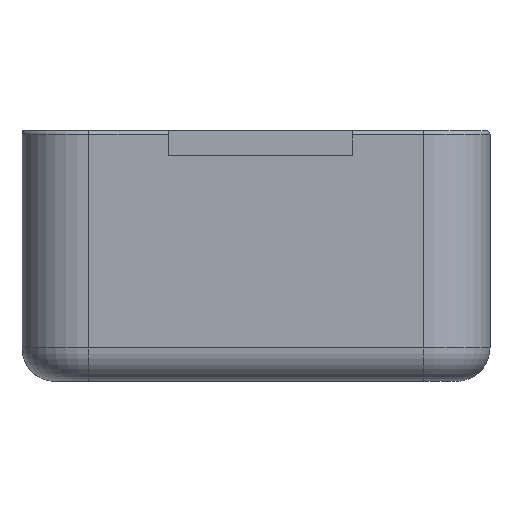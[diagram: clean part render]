
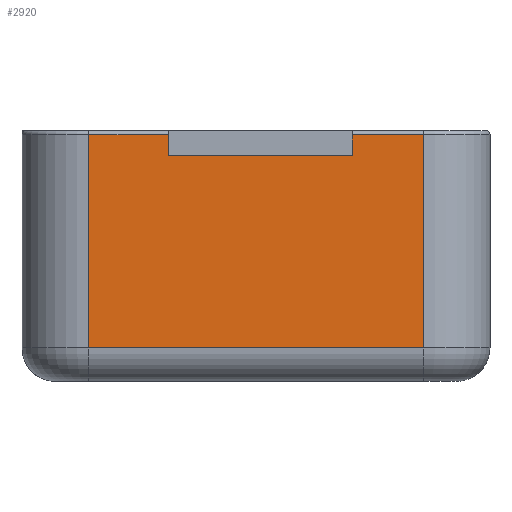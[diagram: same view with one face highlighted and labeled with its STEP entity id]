
A CAD part, front view. The second image highlights one B-rep face of the part: STEP entity #2920.
In plain terms, the highlighted planar face has unit normal (0, -1, 0).
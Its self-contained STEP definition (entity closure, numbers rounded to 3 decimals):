
#397 = CYLINDRICAL_SURFACE('',#398,0.5);
#398 = AXIS2_PLACEMENT_3D('',#399,#400,#401);
#399 = CARTESIAN_POINT('',(7.5,-56.5,29.5));
#400 = DIRECTION('',(1.,0.,0.));
#401 = DIRECTION('',(0.,-1.,0.));
#425 = PLANE('',#426);
#426 = AXIS2_PLACEMENT_3D('',#427,#428,#429);
#427 = CARTESIAN_POINT('',(7.5,-55.5,30.));
#428 = DIRECTION('',(-1.,0.,0.));
#429 = DIRECTION('',(0.,-1.,0.));
#837 = PLANE('',#838);
#838 = AXIS2_PLACEMENT_3D('',#839,#840,#841);
#839 = CARTESIAN_POINT('',(-14.5,-55.5,30.));
#840 = DIRECTION('',(-1.,0.,0.));
#841 = DIRECTION('',(0.,-1.,0.));
#865 = CYLINDRICAL_SURFACE('',#866,0.5);
#866 = AXIS2_PLACEMENT_3D('',#867,#868,#869);
#867 = CARTESIAN_POINT('',(-24.,-56.5,29.5));
#868 = DIRECTION('',(1.,0.,0.));
#869 = DIRECTION('',(0.,0.,1.));
#1112 = VERTEX_POINT('',#1113);
#1113 = CARTESIAN_POINT('',(-24.,-57.,29.5));
#1150 = CYLINDRICAL_SURFACE('',#1151,8.);
#1151 = AXIS2_PLACEMENT_3D('',#1152,#1153,#1154);
#1152 = CARTESIAN_POINT('',(-24.,-49.,0.));
#1153 = DIRECTION('',(0.,0.,1.));
#1154 = DIRECTION('',(0.,-1.,0.));
#1258 = EDGE_CURVE('',#1112,#1259,#1261,.T.);
#1259 = VERTEX_POINT('',#1260);
#1260 = CARTESIAN_POINT('',(-14.5,-57.,29.5));
#1261 = SURFACE_CURVE('',#1262,(#1266,#1273),.PCURVE_S1.);
#1262 = LINE('',#1263,#1264);
#1263 = CARTESIAN_POINT('',(-24.,-57.,29.5));
#1264 = VECTOR('',#1265,1.);
#1265 = DIRECTION('',(1.,0.,0.));
#1266 = PCURVE('',#865,#1267);
#1267 = DEFINITIONAL_REPRESENTATION('',(#1268),#1272);
#1268 = LINE('',#1269,#1270);
#1269 = CARTESIAN_POINT('',(1.571,0.));
#1270 = VECTOR('',#1271,1.);
#1271 = DIRECTION('',(0.,1.));
#1272 = ( GEOMETRIC_REPRESENTATION_CONTEXT(2) 
PARAMETRIC_REPRESENTATION_CONTEXT() REPRESENTATION_CONTEXT('2D SPACE',''
  ) );
#1273 = PCURVE('',#1274,#1279);
#1274 = PLANE('',#1275);
#1275 = AXIS2_PLACEMENT_3D('',#1276,#1277,#1278);
#1276 = CARTESIAN_POINT('',(24.,-57.,0.));
#1277 = DIRECTION('',(0.,-1.,0.));
#1278 = DIRECTION('',(-1.,0.,0.));
#1279 = DEFINITIONAL_REPRESENTATION('',(#1280),#1284);
#1280 = LINE('',#1281,#1282);
#1281 = CARTESIAN_POINT('',(48.,-29.5));
#1282 = VECTOR('',#1283,1.);
#1283 = DIRECTION('',(-1.,-0.));
#1284 = ( GEOMETRIC_REPRESENTATION_CONTEXT(2) 
PARAMETRIC_REPRESENTATION_CONTEXT() REPRESENTATION_CONTEXT('2D SPACE',''
  ) );
#1419 = VERTEX_POINT('',#1420);
#1420 = CARTESIAN_POINT('',(-14.5,-57.,27.));
#1434 = PLANE('',#1435);
#1435 = AXIS2_PLACEMENT_3D('',#1436,#1437,#1438);
#1436 = CARTESIAN_POINT('',(-3.095,-1.414,27.));
#1437 = DIRECTION('',(0.,0.,-1.));
#1438 = DIRECTION('',(-1.,0.,0.));
#1446 = EDGE_CURVE('',#1259,#1419,#1447,.T.);
#1447 = SURFACE_CURVE('',#1448,(#1452,#1459),.PCURVE_S1.);
#1448 = LINE('',#1449,#1450);
#1449 = CARTESIAN_POINT('',(-14.5,-57.,15.));
#1450 = VECTOR('',#1451,1.);
#1451 = DIRECTION('',(-0.,-0.,-1.));
#1452 = PCURVE('',#837,#1453);
#1453 = DEFINITIONAL_REPRESENTATION('',(#1454),#1458);
#1454 = LINE('',#1455,#1456);
#1455 = CARTESIAN_POINT('',(1.5,-15.));
#1456 = VECTOR('',#1457,1.);
#1457 = DIRECTION('',(0.,-1.));
#1458 = ( GEOMETRIC_REPRESENTATION_CONTEXT(2) 
PARAMETRIC_REPRESENTATION_CONTEXT() REPRESENTATION_CONTEXT('2D SPACE',''
  ) );
#1459 = PCURVE('',#1274,#1460);
#1460 = DEFINITIONAL_REPRESENTATION('',(#1461),#1465);
#1461 = LINE('',#1462,#1463);
#1462 = CARTESIAN_POINT('',(38.5,-15.));
#1463 = VECTOR('',#1464,1.);
#1464 = DIRECTION('',(0.,1.));
#1465 = ( GEOMETRIC_REPRESENTATION_CONTEXT(2) 
PARAMETRIC_REPRESENTATION_CONTEXT() REPRESENTATION_CONTEXT('2D SPACE',''
  ) );
#2153 = VERTEX_POINT('',#2154);
#2154 = CARTESIAN_POINT('',(16.,-57.,29.5));
#2191 = CYLINDRICAL_SURFACE('',#2192,8.);
#2192 = AXIS2_PLACEMENT_3D('',#2193,#2194,#2195);
#2193 = CARTESIAN_POINT('',(16.,-49.,0.));
#2194 = DIRECTION('',(0.,0.,1.));
#2195 = DIRECTION('',(0.,-1.,0.));
#2258 = VERTEX_POINT('',#2259);
#2259 = CARTESIAN_POINT('',(7.5,-57.,29.5));
#2283 = EDGE_CURVE('',#2258,#2153,#2284,.T.);
#2284 = SURFACE_CURVE('',#2285,(#2289,#2296),.PCURVE_S1.);
#2285 = LINE('',#2286,#2287);
#2286 = CARTESIAN_POINT('',(7.5,-57.,29.5));
#2287 = VECTOR('',#2288,1.);
#2288 = DIRECTION('',(1.,0.,0.));
#2289 = PCURVE('',#397,#2290);
#2290 = DEFINITIONAL_REPRESENTATION('',(#2291),#2295);
#2291 = LINE('',#2292,#2293);
#2292 = CARTESIAN_POINT('',(-0.,0.));
#2293 = VECTOR('',#2294,1.);
#2294 = DIRECTION('',(-0.,1.));
#2295 = ( GEOMETRIC_REPRESENTATION_CONTEXT(2) 
PARAMETRIC_REPRESENTATION_CONTEXT() REPRESENTATION_CONTEXT('2D SPACE',''
  ) );
#2296 = PCURVE('',#1274,#2297);
#2297 = DEFINITIONAL_REPRESENTATION('',(#2298),#2302);
#2298 = LINE('',#2299,#2300);
#2299 = CARTESIAN_POINT('',(16.5,-29.5));
#2300 = VECTOR('',#2301,1.);
#2301 = DIRECTION('',(-1.,-0.));
#2302 = ( GEOMETRIC_REPRESENTATION_CONTEXT(2) 
PARAMETRIC_REPRESENTATION_CONTEXT() REPRESENTATION_CONTEXT('2D SPACE',''
  ) );
#2386 = VERTEX_POINT('',#2387);
#2387 = CARTESIAN_POINT('',(7.5,-57.,27.));
#2408 = EDGE_CURVE('',#2258,#2386,#2409,.T.);
#2409 = SURFACE_CURVE('',#2410,(#2414,#2421),.PCURVE_S1.);
#2410 = LINE('',#2411,#2412);
#2411 = CARTESIAN_POINT('',(7.5,-57.,15.));
#2412 = VECTOR('',#2413,1.);
#2413 = DIRECTION('',(-0.,-0.,-1.));
#2414 = PCURVE('',#425,#2415);
#2415 = DEFINITIONAL_REPRESENTATION('',(#2416),#2420);
#2416 = LINE('',#2417,#2418);
#2417 = CARTESIAN_POINT('',(1.5,-15.));
#2418 = VECTOR('',#2419,1.);
#2419 = DIRECTION('',(0.,-1.));
#2420 = ( GEOMETRIC_REPRESENTATION_CONTEXT(2) 
PARAMETRIC_REPRESENTATION_CONTEXT() REPRESENTATION_CONTEXT('2D SPACE',''
  ) );
#2421 = PCURVE('',#1274,#2422);
#2422 = DEFINITIONAL_REPRESENTATION('',(#2423),#2427);
#2423 = LINE('',#2424,#2425);
#2424 = CARTESIAN_POINT('',(16.5,-15.));
#2425 = VECTOR('',#2426,1.);
#2426 = DIRECTION('',(0.,1.));
#2427 = ( GEOMETRIC_REPRESENTATION_CONTEXT(2) 
PARAMETRIC_REPRESENTATION_CONTEXT() REPRESENTATION_CONTEXT('2D SPACE',''
  ) );
#2869 = EDGE_CURVE('',#2870,#1112,#2872,.T.);
#2870 = VERTEX_POINT('',#2871);
#2871 = CARTESIAN_POINT('',(-24.,-57.,4.));
#2872 = SURFACE_CURVE('',#2873,(#2877,#2884),.PCURVE_S1.);
#2873 = LINE('',#2874,#2875);
#2874 = CARTESIAN_POINT('',(-24.,-57.,0.));
#2875 = VECTOR('',#2876,1.);
#2876 = DIRECTION('',(0.,0.,1.));
#2877 = PCURVE('',#1150,#2878);
#2878 = DEFINITIONAL_REPRESENTATION('',(#2879),#2883);
#2879 = LINE('',#2880,#2881);
#2880 = CARTESIAN_POINT('',(-0.,0.));
#2881 = VECTOR('',#2882,1.);
#2882 = DIRECTION('',(-0.,1.));
#2883 = ( GEOMETRIC_REPRESENTATION_CONTEXT(2) 
PARAMETRIC_REPRESENTATION_CONTEXT() REPRESENTATION_CONTEXT('2D SPACE',''
  ) );
#2884 = PCURVE('',#1274,#2885);
#2885 = DEFINITIONAL_REPRESENTATION('',(#2886),#2890);
#2886 = LINE('',#2887,#2888);
#2887 = CARTESIAN_POINT('',(48.,0.));
#2888 = VECTOR('',#2889,1.);
#2889 = DIRECTION('',(0.,-1.));
#2890 = ( GEOMETRIC_REPRESENTATION_CONTEXT(2) 
PARAMETRIC_REPRESENTATION_CONTEXT() REPRESENTATION_CONTEXT('2D SPACE',''
  ) );
#2920 = ADVANCED_FACE('',(#2921),#1274,.T.);
#2921 = FACE_BOUND('',#2922,.T.);
#2922 = EDGE_LOOP('',(#2923,#2924,#2952,#2973,#2974,#2975,#2996,#2997));
#2923 = ORIENTED_EDGE('',*,*,#2869,.F.);
#2924 = ORIENTED_EDGE('',*,*,#2925,.F.);
#2925 = EDGE_CURVE('',#2926,#2870,#2928,.T.);
#2926 = VERTEX_POINT('',#2927);
#2927 = CARTESIAN_POINT('',(16.,-57.,4.));
#2928 = SURFACE_CURVE('',#2929,(#2933,#2940),.PCURVE_S1.);
#2929 = LINE('',#2930,#2931);
#2930 = CARTESIAN_POINT('',(16.,-57.,4.));
#2931 = VECTOR('',#2932,1.);
#2932 = DIRECTION('',(-1.,0.,0.));
#2933 = PCURVE('',#1274,#2934);
#2934 = DEFINITIONAL_REPRESENTATION('',(#2935),#2939);
#2935 = LINE('',#2936,#2937);
#2936 = CARTESIAN_POINT('',(8.,-4.));
#2937 = VECTOR('',#2938,1.);
#2938 = DIRECTION('',(1.,0.));
#2939 = ( GEOMETRIC_REPRESENTATION_CONTEXT(2) 
PARAMETRIC_REPRESENTATION_CONTEXT() REPRESENTATION_CONTEXT('2D SPACE',''
  ) );
#2940 = PCURVE('',#2941,#2946);
#2941 = CYLINDRICAL_SURFACE('',#2942,4.);
#2942 = AXIS2_PLACEMENT_3D('',#2943,#2944,#2945);
#2943 = CARTESIAN_POINT('',(16.,-53.,4.));
#2944 = DIRECTION('',(-1.,0.,0.));
#2945 = DIRECTION('',(0.,0.,-1.));
#2946 = DEFINITIONAL_REPRESENTATION('',(#2947),#2951);
#2947 = LINE('',#2948,#2949);
#2948 = CARTESIAN_POINT('',(1.571,0.));
#2949 = VECTOR('',#2950,1.);
#2950 = DIRECTION('',(0.,1.));
#2951 = ( GEOMETRIC_REPRESENTATION_CONTEXT(2) 
PARAMETRIC_REPRESENTATION_CONTEXT() REPRESENTATION_CONTEXT('2D SPACE',''
  ) );
#2952 = ORIENTED_EDGE('',*,*,#2953,.T.);
#2953 = EDGE_CURVE('',#2926,#2153,#2954,.T.);
#2954 = SURFACE_CURVE('',#2955,(#2959,#2966),.PCURVE_S1.);
#2955 = LINE('',#2956,#2957);
#2956 = CARTESIAN_POINT('',(16.,-57.,0.));
#2957 = VECTOR('',#2958,1.);
#2958 = DIRECTION('',(0.,0.,1.));
#2959 = PCURVE('',#1274,#2960);
#2960 = DEFINITIONAL_REPRESENTATION('',(#2961),#2965);
#2961 = LINE('',#2962,#2963);
#2962 = CARTESIAN_POINT('',(8.,0.));
#2963 = VECTOR('',#2964,1.);
#2964 = DIRECTION('',(0.,-1.));
#2965 = ( GEOMETRIC_REPRESENTATION_CONTEXT(2) 
PARAMETRIC_REPRESENTATION_CONTEXT() REPRESENTATION_CONTEXT('2D SPACE',''
  ) );
#2966 = PCURVE('',#2191,#2967);
#2967 = DEFINITIONAL_REPRESENTATION('',(#2968),#2972);
#2968 = LINE('',#2969,#2970);
#2969 = CARTESIAN_POINT('',(0.,0.));
#2970 = VECTOR('',#2971,1.);
#2971 = DIRECTION('',(0.,1.));
#2972 = ( GEOMETRIC_REPRESENTATION_CONTEXT(2) 
PARAMETRIC_REPRESENTATION_CONTEXT() REPRESENTATION_CONTEXT('2D SPACE',''
  ) );
#2973 = ORIENTED_EDGE('',*,*,#2283,.F.);
#2974 = ORIENTED_EDGE('',*,*,#2408,.T.);
#2975 = ORIENTED_EDGE('',*,*,#2976,.F.);
#2976 = EDGE_CURVE('',#1419,#2386,#2977,.T.);
#2977 = SURFACE_CURVE('',#2978,(#2982,#2989),.PCURVE_S1.);
#2978 = LINE('',#2979,#2980);
#2979 = CARTESIAN_POINT('',(10.452,-57.,27.));
#2980 = VECTOR('',#2981,1.);
#2981 = DIRECTION('',(1.,0.,0.));
#2982 = PCURVE('',#1274,#2983);
#2983 = DEFINITIONAL_REPRESENTATION('',(#2984),#2988);
#2984 = LINE('',#2985,#2986);
#2985 = CARTESIAN_POINT('',(13.548,-27.));
#2986 = VECTOR('',#2987,1.);
#2987 = DIRECTION('',(-1.,0.));
#2988 = ( GEOMETRIC_REPRESENTATION_CONTEXT(2) 
PARAMETRIC_REPRESENTATION_CONTEXT() REPRESENTATION_CONTEXT('2D SPACE',''
  ) );
#2989 = PCURVE('',#1434,#2990);
#2990 = DEFINITIONAL_REPRESENTATION('',(#2991),#2995);
#2991 = LINE('',#2992,#2993);
#2992 = CARTESIAN_POINT('',(-13.548,-55.586));
#2993 = VECTOR('',#2994,1.);
#2994 = DIRECTION('',(-1.,0.));
#2995 = ( GEOMETRIC_REPRESENTATION_CONTEXT(2) 
PARAMETRIC_REPRESENTATION_CONTEXT() REPRESENTATION_CONTEXT('2D SPACE',''
  ) );
#2996 = ORIENTED_EDGE('',*,*,#1446,.F.);
#2997 = ORIENTED_EDGE('',*,*,#1258,.F.);
